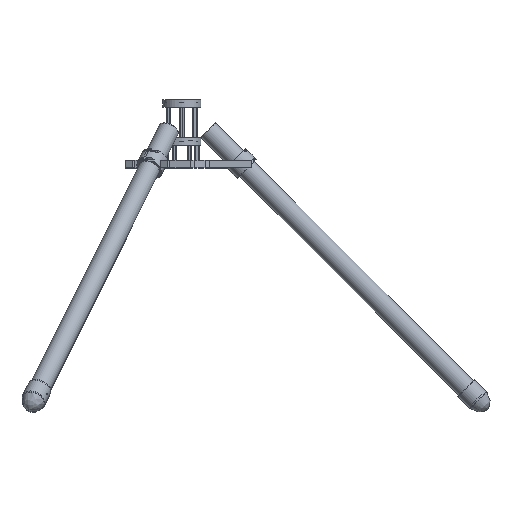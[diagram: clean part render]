
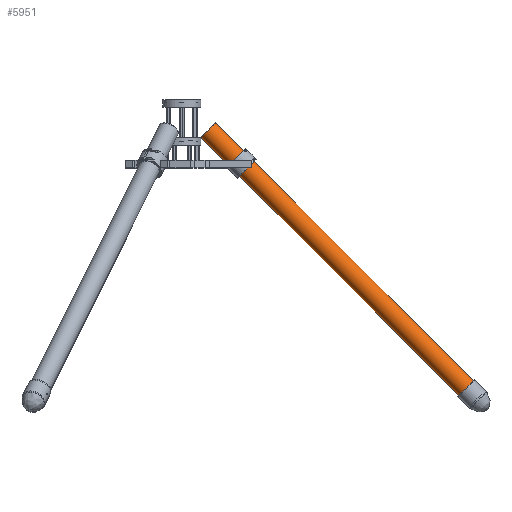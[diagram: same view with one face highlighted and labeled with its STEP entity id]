
A CAD part, top view. The second image highlights one B-rep face of the part: STEP entity #5951.
In plain terms, the highlighted cylindrical face has radius 27.5 mm (diameter 55 mm), a full revolution.
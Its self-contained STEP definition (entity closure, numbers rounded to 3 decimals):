
#516=FACE_OUTER_BOUND('',#871,.T.);
#871=EDGE_LOOP('',(#4112,#4113,#4114,#4115));
#1354=LINE('',#8761,#1888);
#1888=VECTOR('',#6979,27.5);
#2423=CIRCLE('',#6346,27.5);
#2424=CIRCLE('',#6347,27.5);
#2665=VERTEX_POINT('',#8758);
#2666=VERTEX_POINT('',#8760);
#3248=EDGE_CURVE('',#2665,#2665,#2423,.T.);
#3249=EDGE_CURVE('',#2665,#2666,#1354,.T.);
#3250=EDGE_CURVE('',#2666,#2666,#2424,.T.);
#4112=ORIENTED_EDGE('',*,*,#3248,.F.);
#4113=ORIENTED_EDGE('',*,*,#3249,.T.);
#4114=ORIENTED_EDGE('',*,*,#3250,.T.);
#4115=ORIENTED_EDGE('',*,*,#3249,.F.);
#5835=CYLINDRICAL_SURFACE('',#6345,27.5);
#5951=ADVANCED_FACE('',(#516),#5835,.T.);
#6345=AXIS2_PLACEMENT_3D('',#8757,#6975,#6976);
#6346=AXIS2_PLACEMENT_3D('',#8759,#6977,#6978);
#6347=AXIS2_PLACEMENT_3D('',#8762,#6980,#6981);
#6975=DIRECTION('center_axis',(-0.707,0.707,0.));
#6976=DIRECTION('ref_axis',(0.707,0.707,0.));
#6977=DIRECTION('center_axis',(-0.707,0.707,0.));
#6978=DIRECTION('ref_axis',(0.707,0.707,0.));
#6979=DIRECTION('',(0.707,-0.707,0.));
#6980=DIRECTION('center_axis',(-0.707,0.707,0.));
#6981=DIRECTION('ref_axis',(0.707,0.707,0.));
#8757=CARTESIAN_POINT('Origin',(776.552,-687.661,0.));
#8758=CARTESIAN_POINT('',(50.,0.,0.));
#8759=CARTESIAN_POINT('Origin',(69.445,19.445,0.));
#8760=CARTESIAN_POINT('',(757.107,-707.107,0.));
#8761=CARTESIAN_POINT('',(757.107,-707.107,0.));
#8762=CARTESIAN_POINT('Origin',(776.552,-687.661,0.));
